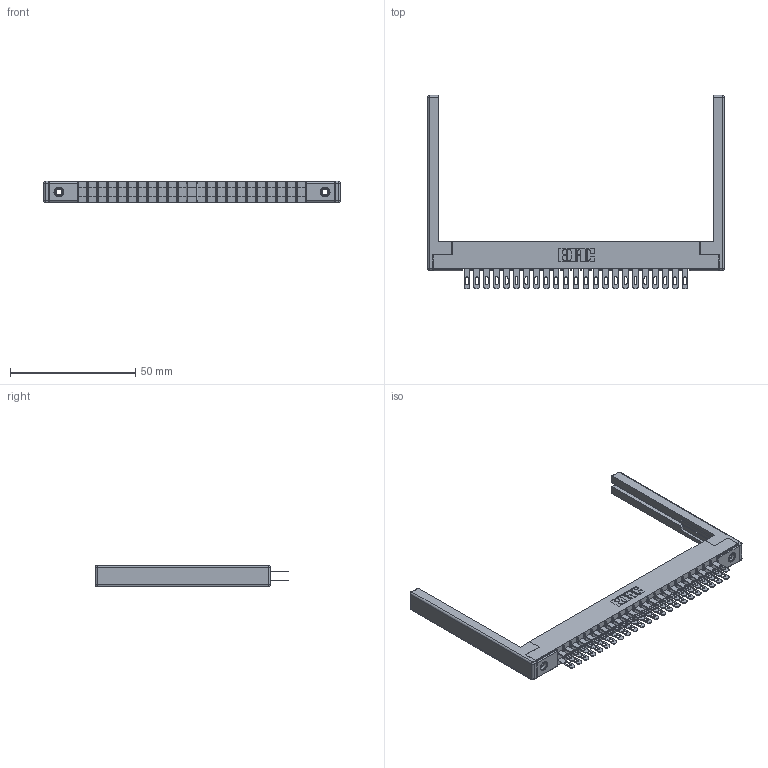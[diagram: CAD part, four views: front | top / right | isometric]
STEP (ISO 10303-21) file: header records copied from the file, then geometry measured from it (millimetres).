
FILE_DESCRIPTION (( 'STEP AP203' ), '1' );
FILE_NAME ('315-046-500-268.STEP', '2019-09-10T17:58:29', ( '' ), ( '' ), 'SwSTEP 2.0', 'SolidWorks 2016', '' );
FILE_SCHEMA (( 'CONFIG_CONTROL_DESIGN' ));
Length unit declared in the file: inch
Products named in the file (5): 345-250-001_345-250-001-102; 307-220-068; 305 Part_.156 Dia; 315-046-500-268; 305-290-001_500
Assembly tree (51 placements, depth 2):
  315-046-500-268
    305 Part_.156 Dia
    305-290-001_500  x46
    345-250-001_345-250-001-102  x2
    307-220-068  x2
Bounding box: 118.57 x 77.14 x 8.71 mm (x, y, z)
Volume: 12154 mm3; surface area: 19204.9 mm2
Topology: 51 solids, 51 shells, 2570 faces, 7307 edges, 4726 vertices
Faces by surface type: plane 1444, cylinder 1010, sphere 100, cone 12, torus 4
Entity records: 29997 total; most frequent: CARTESIAN_POINT 4936, ORIENTED_EDGE 4888, DIRECTION 4812, EDGE_CURVE 2444, VECTOR 1944, LINE 1944, VERTEX_POINT 1558, AXIS2_PLACEMENT_3D 1434
